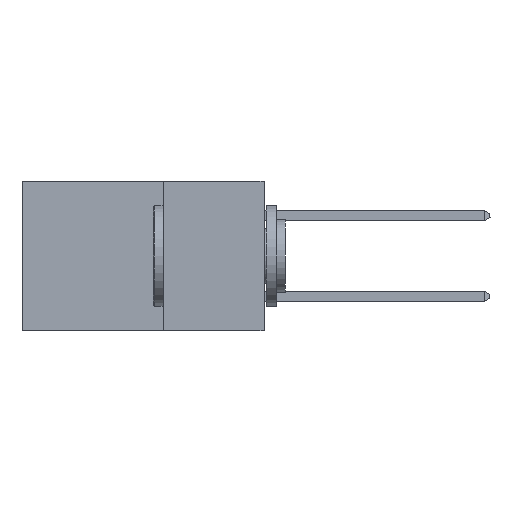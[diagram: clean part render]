
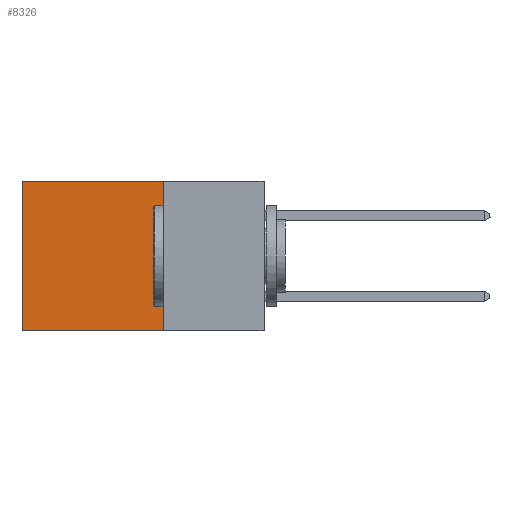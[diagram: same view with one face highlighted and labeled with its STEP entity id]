
A CAD part, left-side view. The second image highlights one B-rep face of the part: STEP entity #8326.
In plain terms, the highlighted planar face has unit normal (-1, 0, 0).
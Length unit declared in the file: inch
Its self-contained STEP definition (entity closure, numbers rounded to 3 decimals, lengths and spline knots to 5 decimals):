
#87 = LINE ( 'NONE', #10177, #9342 ) ;
#579 = VECTOR ( 'NONE', #5419, 39.37008 ) ;
#1297 = CARTESIAN_POINT ( 'NONE',  ( 0.298, 0.25, -0.37 ) ) ;
#1417 = CARTESIAN_POINT ( 'NONE',  ( 0.298, 0.25, 0. ) ) ;
#1838 = ORIENTED_EDGE ( 'NONE', *, *, #6249, .F. ) ;
#2175 = AXIS2_PLACEMENT_3D ( 'NONE', #3443, #11997, #2336 ) ;
#2336 = DIRECTION ( 'NONE',  ( 0., 0., -1. ) ) ;
#2611 = DIRECTION ( 'NONE',  ( 0., 1., 0. ) ) ;
#3165 = CARTESIAN_POINT ( 'NONE',  ( 0.298, 0.6, 0. ) ) ;
#3364 = CARTESIAN_POINT ( 'NONE',  ( 0.298, 0.25, 0. ) ) ;
#3443 = CARTESIAN_POINT ( 'NONE',  ( 0.298, 0.25, 0. ) ) ;
#4049 = EDGE_LOOP ( 'NONE', ( #9848, #7707, #1838, #11733 ) ) ;
#4172 = LINE ( 'NONE', #3165, #8410 ) ;
#4807 = VERTEX_POINT ( 'NONE', #3364 ) ;
#4969 = CARTESIAN_POINT ( 'NONE',  ( 0.298, 0.25, -0.37 ) ) ;
#5419 = DIRECTION ( 'NONE',  ( 0., 1., 0. ) ) ;
#5453 = EDGE_CURVE ( 'NONE', #10435, #12149, #5869, .T. ) ;
#5869 = LINE ( 'NONE', #1297, #579 ) ;
#6079 = DIRECTION ( 'NONE',  ( 0., 0., -1. ) ) ;
#6249 = EDGE_CURVE ( 'NONE', #4807, #10435, #87, .T. ) ;
#6664 = EDGE_CURVE ( 'NONE', #8623, #12149, #4172, .T. ) ;
#7707 = ORIENTED_EDGE ( 'NONE', *, *, #5453, .F. ) ;
#8308 = DIRECTION ( 'NONE',  ( 0., 0., -1. ) ) ;
#8326 = ADVANCED_FACE ( 'NONE', ( #11995 ), #11076, .F. ) ;
#8410 = VECTOR ( 'NONE', #6079, 39.37008 ) ;
#8623 = VERTEX_POINT ( 'NONE', #9081 ) ;
#9081 = CARTESIAN_POINT ( 'NONE',  ( 0.298, 0.6, 0. ) ) ;
#9223 = VECTOR ( 'NONE', #2611, 39.37008 ) ;
#9342 = VECTOR ( 'NONE', #8308, 39.37008 ) ;
#9848 = ORIENTED_EDGE ( 'NONE', *, *, #6664, .T. ) ;
#10033 = EDGE_CURVE ( 'NONE', #4807, #8623, #10149, .T. ) ;
#10149 = LINE ( 'NONE', #1417, #9223 ) ;
#10177 = CARTESIAN_POINT ( 'NONE',  ( 0.298, 0.25, 0. ) ) ;
#10323 = CARTESIAN_POINT ( 'NONE',  ( 0.298, 0.6, -0.37 ) ) ;
#10435 = VERTEX_POINT ( 'NONE', #4969 ) ;
#11076 = PLANE ( 'NONE',  #2175 ) ;
#11733 = ORIENTED_EDGE ( 'NONE', *, *, #10033, .T. ) ;
#11995 = FACE_OUTER_BOUND ( 'NONE', #4049, .T. ) ;
#11997 = DIRECTION ( 'NONE',  ( 1., 0., 0. ) ) ;
#12149 = VERTEX_POINT ( 'NONE', #10323 ) ;
